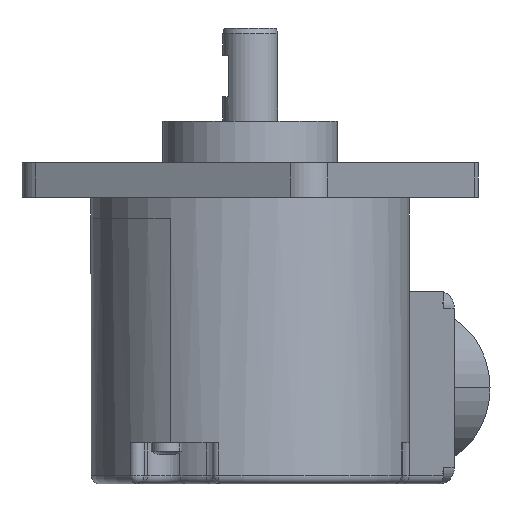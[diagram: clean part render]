
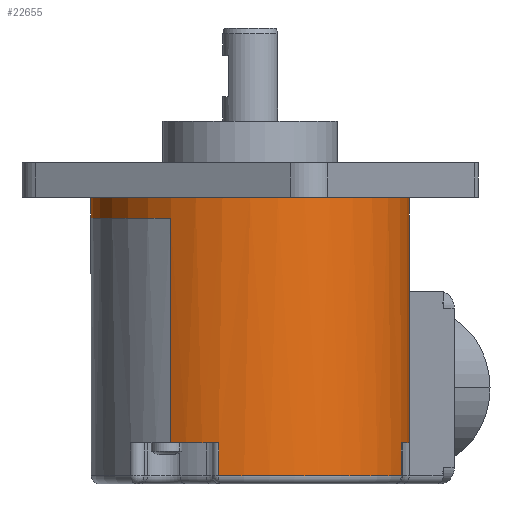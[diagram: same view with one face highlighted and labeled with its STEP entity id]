
A CAD part, left-side view. The second image highlights one B-rep face of the part: STEP entity #22655.
In plain terms, the highlighted cylindrical face has radius 29 mm (diameter 58 mm), a partial arc.
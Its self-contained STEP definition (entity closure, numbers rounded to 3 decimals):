
#3895=CARTESIAN_POINT('',(0.,0.,12.4));
#3896=DIRECTION('',(0.,0.,1.));
#3897=DIRECTION('',(0.,-1.,0.));
#3898=AXIS2_PLACEMENT_3D('',#3895,#3896,#3897);
#3980=DIRECTION('',(0.,0.,1.));
#3981=VECTOR('',#3980,3.75);
#3982=CARTESIAN_POINT('',(0.,-29.,12.4));
#3983=LINE('',#3982,#3981);
#3984=DIRECTION('',(0.,0.,-1.));
#3985=VECTOR('',#3984,13.4);
#3986=CARTESIAN_POINT('',(25.115,-14.5,12.4));
#3987=LINE('',#3986,#3985);
#3988=DIRECTION('',(0.,0.,-1.));
#3989=VECTOR('',#3988,40.9);
#3990=CARTESIAN_POINT('',(-25.115,14.5,12.4));
#3991=LINE('',#3990,#3989);
#3992=CARTESIAN_POINT('',(0.,0.,12.4));
#3993=DIRECTION('',(0.,0.,1.));
#3994=DIRECTION('',(0.,1.,0.));
#3995=AXIS2_PLACEMENT_3D('',#3992,#3993,#3994);
#3997=DIRECTION('',(0.,0.,1.));
#3998=VECTOR('',#3997,3.75);
#3999=CARTESIAN_POINT('',(0.,29.,12.4));
#4000=LINE('',#3999,#3998);
#4017=CARTESIAN_POINT('',(0.,0.,-1.));
#4018=DIRECTION('',(0.,0.,1.));
#4019=DIRECTION('',(0.262,-0.965,0.));
#4020=AXIS2_PLACEMENT_3D('',#4017,#4018,#4019);
#8610=DIRECTION('',(0.,0.,1.));
#8611=VECTOR('',#8610,27.5);
#8612=CARTESIAN_POINT('',(7.584,-27.991,-28.5));
#8613=LINE('',#8612,#8611);
#8717=DIRECTION('',(0.,0.,-1.));
#8718=VECTOR('',#8717,6.);
#8719=CARTESIAN_POINT('',(-9.241,-27.488,-28.5));
#8720=LINE('',#8719,#8718);
#8735=CARTESIAN_POINT('',(0.,0.,-34.5));
#8736=DIRECTION('',(0.,0.,-1.));
#8737=DIRECTION('',(-0.319,-0.948,0.));
#8738=AXIS2_PLACEMENT_3D('',#8735,#8736,#8737);
#8769=DIRECTION('',(0.,0.,1.));
#8770=VECTOR('',#8769,6.);
#8771=CARTESIAN_POINT('',(-28.426,5.741,-34.5));
#8772=LINE('',#8771,#8770);
#9535=CARTESIAN_POINT('',(0.,0.,-28.5));
#9536=DIRECTION('',(0.,0.,1.));
#9537=DIRECTION('',(-0.866,0.5,0.));
#9538=AXIS2_PLACEMENT_3D('',#9535,#9536,#9537);
#10003=CARTESIAN_POINT('',(0.,0.,-28.5));
#10004=DIRECTION('',(0.,0.,1.));
#10005=DIRECTION('',(-0.319,-0.948,0.));
#10006=AXIS2_PLACEMENT_3D('',#10003,#10004,#10005);
#10529=CARTESIAN_POINT('',(0.,0.,16.15));
#10530=DIRECTION('',(0.,0.,1.));
#10531=DIRECTION('',(0.,1.,0.));
#10532=AXIS2_PLACEMENT_3D('',#10529,#10530,#10531);
#17627=CARTESIAN_POINT('',(0.,29.,16.15));
#17628=CARTESIAN_POINT('',(0.,-29.,16.15));
#17629=VERTEX_POINT('',#17627);
#17630=VERTEX_POINT('',#17628);
#17853=CARTESIAN_POINT('',(7.584,-27.991,-1.));
#17854=VERTEX_POINT('',#17853);
#17855=CARTESIAN_POINT('',(25.115,-14.5,-1.));
#17856=VERTEX_POINT('',#17855);
#17864=CARTESIAN_POINT('',(7.584,-27.991,-28.5));
#17866=VERTEX_POINT('',#17864);
#17877=CARTESIAN_POINT('',(-9.241,-27.488,-28.5));
#17878=VERTEX_POINT('',#17877);
#17879=CARTESIAN_POINT('',(-28.426,5.741,-28.5));
#17880=VERTEX_POINT('',#17879);
#17885=CARTESIAN_POINT('',(-25.115,14.5,-28.5));
#17886=VERTEX_POINT('',#17885);
#17949=CARTESIAN_POINT('',(-9.241,-27.488,-34.5));
#17950=CARTESIAN_POINT('',(-28.426,5.741,-34.5));
#17951=VERTEX_POINT('',#17949);
#17952=VERTEX_POINT('',#17950);
#17987=CARTESIAN_POINT('',(0.,29.,12.4));
#17988=CARTESIAN_POINT('',(-25.115,14.5,12.4));
#17989=VERTEX_POINT('',#17987);
#17990=VERTEX_POINT('',#17988);
#17991=CARTESIAN_POINT('',(0.,-29.,12.4));
#17992=CARTESIAN_POINT('',(25.115,-14.5,12.4));
#17993=VERTEX_POINT('',#17991);
#17994=VERTEX_POINT('',#17992);
#22626=CARTESIAN_POINT('',(0.,0.,31.5));
#22627=DIRECTION('',(0.,0.,-1.));
#22628=DIRECTION('',(0.,1.,0.));
#22629=AXIS2_PLACEMENT_3D('',#22626,#22627,#22628);
#22630=CYLINDRICAL_SURFACE('',#22629,29.);
#22631=ORIENTED_EDGE('',*,*,#22602,.F.);
#22632=ORIENTED_EDGE('',*,*,#22600,.T.);
#22633=ORIENTED_EDGE('',*,*,#22598,.T.);
#22635=ORIENTED_EDGE('',*,*,#22634,.F.);
#22637=ORIENTED_EDGE('',*,*,#22636,.F.);
#22639=ORIENTED_EDGE('',*,*,#22638,.F.);
#22641=ORIENTED_EDGE('',*,*,#22640,.T.);
#22643=ORIENTED_EDGE('',*,*,#22642,.T.);
#22645=ORIENTED_EDGE('',*,*,#22644,.T.);
#22647=ORIENTED_EDGE('',*,*,#22646,.F.);
#22648=ORIENTED_EDGE('',*,*,#22582,.F.);
#22649=ORIENTED_EDGE('',*,*,#22580,.F.);
#22650=ORIENTED_EDGE('',*,*,#22578,.T.);
#22652=ORIENTED_EDGE('',*,*,#22651,.T.);
#22653=EDGE_LOOP('',(#22631,#22632,#22633,#22635,#22637,#22639,#22641,#22643,
#22645,#22647,#22648,#22649,#22650,#22652));
#22654=FACE_OUTER_BOUND('',#22653,.F.);
#3899=CIRCLE('',#3898,29.);
#3996=CIRCLE('',#3995,29.);
#4021=CIRCLE('',#4020,29.);
#8739=CIRCLE('',#8738,29.);
#9539=CIRCLE('',#9538,29.);
#10007=CIRCLE('',#10006,29.);
#10533=CIRCLE('',#10532,29.);
#22578=EDGE_CURVE('',#17989,#17629,#4000,.T.);
#22580=EDGE_CURVE('',#17989,#17990,#3996,.T.);
#22582=EDGE_CURVE('',#17990,#17886,#3991,.T.);
#22598=EDGE_CURVE('',#17994,#17856,#3987,.T.);
#22600=EDGE_CURVE('',#17993,#17994,#3899,.T.);
#22602=EDGE_CURVE('',#17993,#17630,#3983,.T.);
#22634=EDGE_CURVE('',#17854,#17856,#4021,.T.);
#22636=EDGE_CURVE('',#17866,#17854,#8613,.T.);
#22638=EDGE_CURVE('',#17878,#17866,#10007,.T.);
#22640=EDGE_CURVE('',#17878,#17951,#8720,.T.);
#22642=EDGE_CURVE('',#17951,#17952,#8739,.T.);
#22644=EDGE_CURVE('',#17952,#17880,#8772,.T.);
#22646=EDGE_CURVE('',#17886,#17880,#9539,.T.);
#22651=EDGE_CURVE('',#17629,#17630,#10533,.T.);
#22655=ADVANCED_FACE('',(#22654),#22630,.T.);
